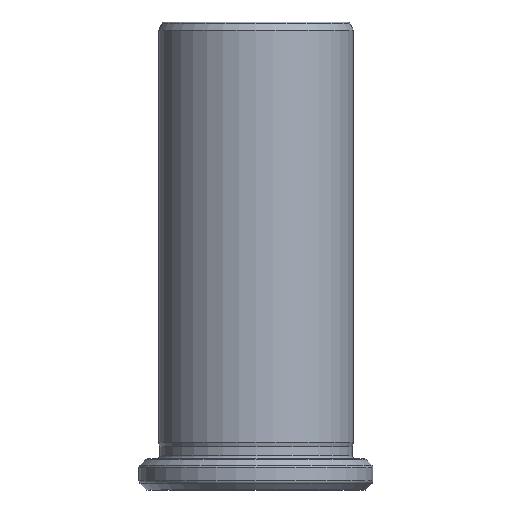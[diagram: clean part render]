
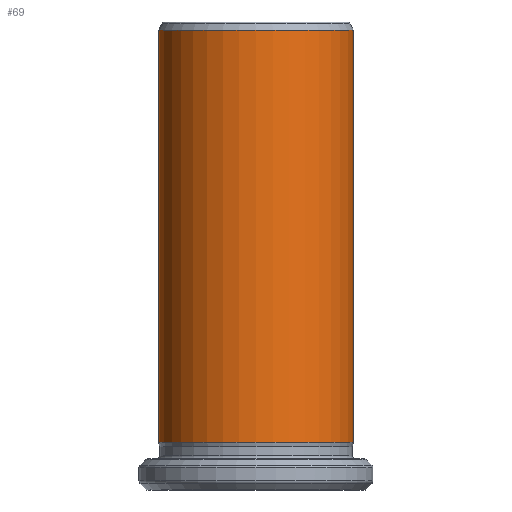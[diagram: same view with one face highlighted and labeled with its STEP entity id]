
A CAD part, front view. The second image highlights one B-rep face of the part: STEP entity #69.
In plain terms, the highlighted cylindrical face has radius 12.5 mm (diameter 25 mm), a full revolution.
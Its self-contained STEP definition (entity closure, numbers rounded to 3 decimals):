
#49=CYLINDRICAL_SURFACE('',#339,12.5);
#69=ADVANCED_FACE('',(#115,#116),#49,.T.);
#115=FACE_BOUND('',#157,.T.);
#116=FACE_BOUND('',#158,.T.);
#157=EDGE_LOOP('',(#199));
#158=EDGE_LOOP('',(#200));
#199=ORIENTED_EDGE('',*,*,#225,.F.);
#200=ORIENTED_EDGE('',*,*,#227,.F.);
#204=VERTEX_POINT('',#443);
#206=VERTEX_POINT('',#448);
#225=EDGE_CURVE('',#204,#204,#246,.T.);
#227=EDGE_CURVE('',#206,#206,#248,.T.);
#246=CIRCLE('',#300,12.5);
#248=CIRCLE('',#303,12.5);
#300=AXIS2_PLACEMENT_3D('',#442,#351,#352);
#303=AXIS2_PLACEMENT_3D('',#447,#357,#358);
#339=AXIS2_PLACEMENT_3D('',#501,#429,#430);
#351=DIRECTION('',(0.,0.,-1.));
#352=DIRECTION('',(1.,0.,0.));
#357=DIRECTION('',(0.,0.,1.));
#358=DIRECTION('',(-1.,0.,0.));
#429=DIRECTION('',(0.,0.,1.));
#430=DIRECTION('',(-1.,0.,0.));
#442=CARTESIAN_POINT('',(0.,0.,2.127));
#443=CARTESIAN_POINT('',(12.5,0.,2.127));
#447=CARTESIAN_POINT('',(0.,0.,54.973));
#448=CARTESIAN_POINT('',(-12.5,0.,54.973));
#501=CARTESIAN_POINT('',(0.,0.,60.));
